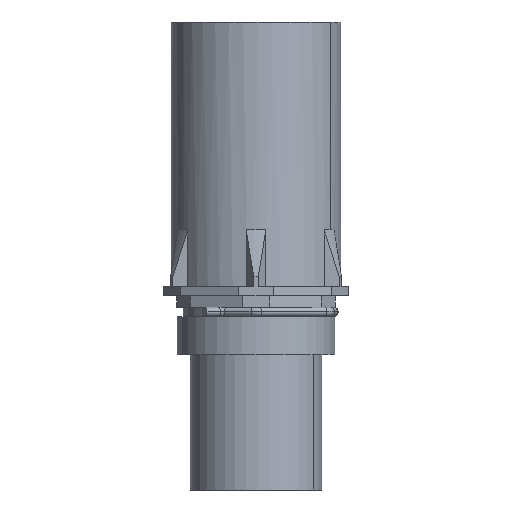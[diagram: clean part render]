
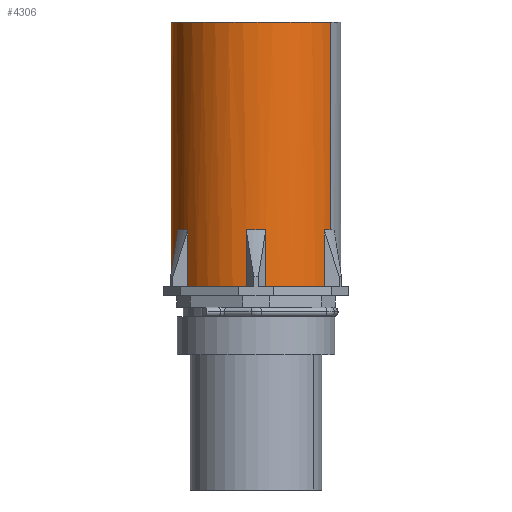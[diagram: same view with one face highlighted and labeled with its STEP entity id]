
A CAD part, front view. The second image highlights one B-rep face of the part: STEP entity #4306.
In plain terms, the highlighted cylindrical face has radius 18.75 mm (diameter 37.5 mm), a partial arc.
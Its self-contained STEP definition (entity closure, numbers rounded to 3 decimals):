
#1931=AXIS2_PLACEMENT_3D('Circle Axis2P3D',#1929,#1930,$) ;
#1985=AXIS2_PLACEMENT_3D('Circle Axis2P3D',#1983,#1984,$) ;
#2251=AXIS2_PLACEMENT_3D('Circle Axis2P3D',#2249,#2250,$) ;
#2298=AXIS2_PLACEMENT_3D('Circle Axis2P3D',#2296,#2297,$) ;
#4168=AXIS2_PLACEMENT_3D('Circle Axis2P3D',#4166,#4167,$) ;
#4212=AXIS2_PLACEMENT_3D('Circle Axis2P3D',#4210,#4211,$) ;
#4224=AXIS2_PLACEMENT_3D('Circle Axis2P3D',#4222,#4223,$) ;
#4243=AXIS2_PLACEMENT_3D('Circle Axis2P3D',#4241,#4242,$) ;
#4257=AXIS2_PLACEMENT_3D('Cylinder Axis2P3D',#4254,#4255,#4256) ;
#1898=CARTESIAN_POINT('Vertex',(3.29,28.942,44.9)) ;
#1926=CARTESIAN_POINT('Vertex',(3.29,14.058,44.9)) ;
#1929=CARTESIAN_POINT('Axis2P3D Location',(20.5,21.5,44.9)) ;
#1978=CARTESIAN_POINT('Vertex',(18.34,2.875,44.9)) ;
#1983=CARTESIAN_POINT('Axis2P3D Location',(20.5,21.5,44.9)) ;
#1987=CARTESIAN_POINT('Vertex',(5.45,10.317,44.9)) ;
#2244=CARTESIAN_POINT('Vertex',(35.55,10.317,44.9)) ;
#2249=CARTESIAN_POINT('Axis2P3D Location',(20.5,21.5,44.9)) ;
#2253=CARTESIAN_POINT('Vertex',(22.66,2.875,44.9)) ;
#2296=CARTESIAN_POINT('Axis2P3D Location',(20.5,21.5,103.3)) ;
#2300=CARTESIAN_POINT('Vertex',(36.955,12.511,103.3)) ;
#2302=CARTESIAN_POINT('Vertex',(4.045,30.489,103.3)) ;
#3804=CARTESIAN_POINT('Line Origine',(3.29,28.942,51.15)) ;
#3808=CARTESIAN_POINT('Vertex',(3.29,28.942,57.4)) ;
#3939=CARTESIAN_POINT('Line Origine',(35.55,10.317,51.15)) ;
#3943=CARTESIAN_POINT('Vertex',(35.55,10.317,57.4)) ;
#3966=CARTESIAN_POINT('Line Origine',(22.66,2.875,51.15)) ;
#3970=CARTESIAN_POINT('Vertex',(22.66,2.875,57.4)) ;
#3993=CARTESIAN_POINT('Line Origine',(18.34,2.875,51.15)) ;
#3997=CARTESIAN_POINT('Vertex',(18.34,2.875,57.4)) ;
#4081=CARTESIAN_POINT('Line Origine',(5.45,10.317,51.15)) ;
#4085=CARTESIAN_POINT('Vertex',(5.45,10.317,57.4)) ;
#4139=CARTESIAN_POINT('Line Origine',(3.29,14.058,51.15)) ;
#4143=CARTESIAN_POINT('Vertex',(3.29,14.058,57.4)) ;
#4166=CARTESIAN_POINT('Axis2P3D Location',(20.5,21.5,57.4)) ;
#4170=CARTESIAN_POINT('Vertex',(4.045,30.489,57.4)) ;
#4210=CARTESIAN_POINT('Axis2P3D Location',(20.5,21.5,57.4)) ;
#4222=CARTESIAN_POINT('Axis2P3D Location',(20.5,21.5,57.4)) ;
#4238=CARTESIAN_POINT('Vertex',(36.955,12.511,57.4)) ;
#4241=CARTESIAN_POINT('Axis2P3D Location',(20.5,21.5,57.4)) ;
#4254=CARTESIAN_POINT('Axis2P3D Location',(20.5,21.5,51.65)) ;
#4259=CARTESIAN_POINT('Line Origine',(4.045,30.489,73.1)) ;
#4264=CARTESIAN_POINT('Line Origine',(36.955,12.511,73.1)) ;
#1930=DIRECTION('Axis2P3D Direction',(0.,0.,-1.)) ;
#1984=DIRECTION('Axis2P3D Direction',(0.,0.,-1.)) ;
#2250=DIRECTION('Axis2P3D Direction',(0.,0.,-1.)) ;
#2297=DIRECTION('Axis2P3D Direction',(0.,0.,-1.)) ;
#3805=DIRECTION('Vector Direction',(0.,0.,1.)) ;
#3940=DIRECTION('Vector Direction',(0.,0.,1.)) ;
#3967=DIRECTION('Vector Direction',(0.,0.,1.)) ;
#3994=DIRECTION('Vector Direction',(0.,0.,1.)) ;
#4082=DIRECTION('Vector Direction',(0.,0.,1.)) ;
#4140=DIRECTION('Vector Direction',(0.,0.,1.)) ;
#4167=DIRECTION('Axis2P3D Direction',(0.,0.,-1.)) ;
#4211=DIRECTION('Axis2P3D Direction',(0.,0.,-1.)) ;
#4223=DIRECTION('Axis2P3D Direction',(0.,0.,-1.)) ;
#4242=DIRECTION('Axis2P3D Direction',(0.,0.,-1.)) ;
#4255=DIRECTION('Axis2P3D Direction',(0.,0.,-1.)) ;
#4256=DIRECTION('Axis2P3D XDirection',(0.878,-0.479,0.)) ;
#4260=DIRECTION('Vector Direction',(0.,0.,-1.)) ;
#4265=DIRECTION('Vector Direction',(0.,0.,-1.)) ;
#3806=VECTOR('Line Direction',#3805,1.) ;
#3941=VECTOR('Line Direction',#3940,1.) ;
#3968=VECTOR('Line Direction',#3967,1.) ;
#3995=VECTOR('Line Direction',#3994,1.) ;
#4083=VECTOR('Line Direction',#4082,1.) ;
#4141=VECTOR('Line Direction',#4140,1.) ;
#4261=VECTOR('Line Direction',#4260,1.) ;
#4266=VECTOR('Line Direction',#4265,1.) ;
#4289=ORIENTED_EDGE('',*,*,#4214,.T.) ;
#4290=ORIENTED_EDGE('',*,*,#4087,.F.) ;
#4291=ORIENTED_EDGE('',*,*,#1989,.F.) ;
#4292=ORIENTED_EDGE('',*,*,#3999,.T.) ;
#4293=ORIENTED_EDGE('',*,*,#4226,.T.) ;
#4294=ORIENTED_EDGE('',*,*,#3972,.F.) ;
#4295=ORIENTED_EDGE('',*,*,#2255,.F.) ;
#4296=ORIENTED_EDGE('',*,*,#3945,.T.) ;
#4297=ORIENTED_EDGE('',*,*,#4245,.T.) ;
#4298=ORIENTED_EDGE('',*,*,#4268,.T.) ;
#4299=ORIENTED_EDGE('',*,*,#2304,.T.) ;
#4300=ORIENTED_EDGE('',*,*,#4263,.F.) ;
#4301=ORIENTED_EDGE('',*,*,#4172,.T.) ;
#4302=ORIENTED_EDGE('',*,*,#3810,.F.) ;
#4303=ORIENTED_EDGE('',*,*,#1933,.F.) ;
#4304=ORIENTED_EDGE('',*,*,#4145,.T.) ;
#4306=ADVANCED_FACE('Hauptk\X2\00F6\X0\rper',(#4305),#4258,.T.) ;
#1932=CIRCLE('generated circle',#1931,18.75) ;
#1986=CIRCLE('generated circle',#1985,18.75) ;
#2252=CIRCLE('generated circle',#2251,18.75) ;
#2299=CIRCLE('generated circle',#2298,18.75) ;
#4169=CIRCLE('generated circle',#4168,18.75) ;
#4213=CIRCLE('generated circle',#4212,18.75) ;
#4225=CIRCLE('generated circle',#4224,18.75) ;
#4244=CIRCLE('generated circle',#4243,18.75) ;
#4258=CYLINDRICAL_SURFACE('generated cylinder',#4257,18.75) ;
#1933=EDGE_CURVE('',#1927,#1899,#1932,.T.) ;
#1989=EDGE_CURVE('',#1979,#1988,#1986,.T.) ;
#2255=EDGE_CURVE('',#2245,#2254,#2252,.T.) ;
#2304=EDGE_CURVE('',#2301,#2303,#2299,.T.) ;
#3810=EDGE_CURVE('',#1899,#3809,#3807,.T.) ;
#3945=EDGE_CURVE('',#2245,#3944,#3942,.T.) ;
#3972=EDGE_CURVE('',#2254,#3971,#3969,.T.) ;
#3999=EDGE_CURVE('',#1979,#3998,#3996,.T.) ;
#4087=EDGE_CURVE('',#1988,#4086,#4084,.T.) ;
#4145=EDGE_CURVE('',#1927,#4144,#4142,.T.) ;
#4172=EDGE_CURVE('',#4171,#3809,#4169,.F.) ;
#4214=EDGE_CURVE('',#4144,#4086,#4213,.F.) ;
#4226=EDGE_CURVE('',#3998,#3971,#4225,.F.) ;
#4245=EDGE_CURVE('',#3944,#4239,#4244,.F.) ;
#4263=EDGE_CURVE('',#4171,#2303,#4262,.F.) ;
#4268=EDGE_CURVE('',#4239,#2301,#4267,.F.) ;
#4288=EDGE_LOOP('',(#4289,#4290,#4291,#4292,#4293,#4294,#4295,#4296,#4297,#4298,#4299,#4300,#4301,#4302,#4303,#4304)) ;
#4305=FACE_OUTER_BOUND('',#4288,.T.) ;
#3807=LINE('Line',#3804,#3806) ;
#3942=LINE('Line',#3939,#3941) ;
#3969=LINE('Line',#3966,#3968) ;
#3996=LINE('Line',#3993,#3995) ;
#4084=LINE('Line',#4081,#4083) ;
#4142=LINE('Line',#4139,#4141) ;
#4262=LINE('Line',#4259,#4261) ;
#4267=LINE('Line',#4264,#4266) ;
#1899=VERTEX_POINT('',#1898) ;
#1927=VERTEX_POINT('',#1926) ;
#1979=VERTEX_POINT('',#1978) ;
#1988=VERTEX_POINT('',#1987) ;
#2245=VERTEX_POINT('',#2244) ;
#2254=VERTEX_POINT('',#2253) ;
#2301=VERTEX_POINT('',#2300) ;
#2303=VERTEX_POINT('',#2302) ;
#3809=VERTEX_POINT('',#3808) ;
#3944=VERTEX_POINT('',#3943) ;
#3971=VERTEX_POINT('',#3970) ;
#3998=VERTEX_POINT('',#3997) ;
#4086=VERTEX_POINT('',#4085) ;
#4144=VERTEX_POINT('',#4143) ;
#4171=VERTEX_POINT('',#4170) ;
#4239=VERTEX_POINT('',#4238) ;
